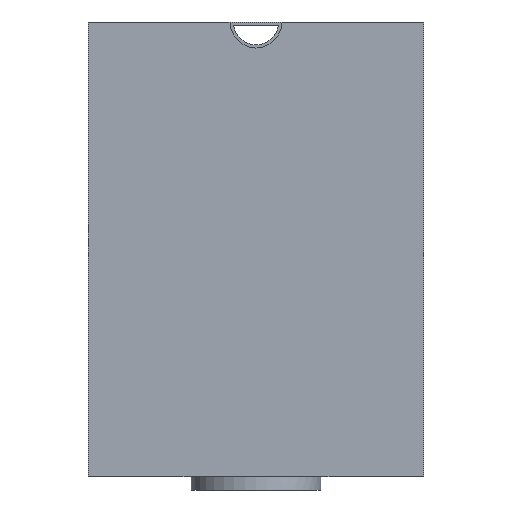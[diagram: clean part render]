
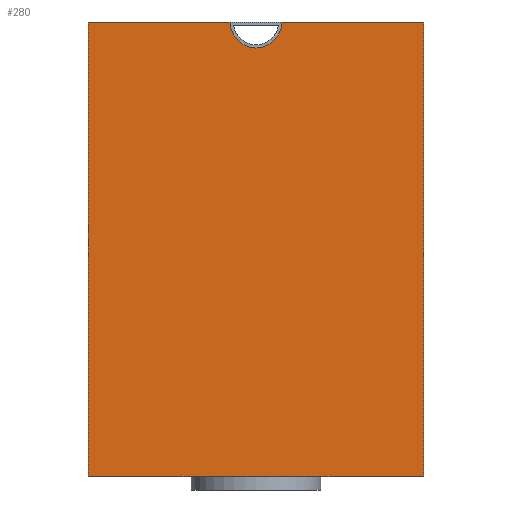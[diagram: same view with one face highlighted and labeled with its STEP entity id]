
A CAD part, left-side view. The second image highlights one B-rep face of the part: STEP entity #280.
In plain terms, the highlighted planar face has unit normal (-1, 0, 0).
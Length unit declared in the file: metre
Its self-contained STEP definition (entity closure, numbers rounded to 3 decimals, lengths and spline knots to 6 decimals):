
#16=LINE('',#427,#44);
#21=LINE('',#438,#49);
#29=LINE('',#454,#57);
#31=LINE('',#459,#59);
#32=LINE('',#460,#60);
#33=LINE('',#462,#61);
#34=LINE('',#464,#62);
#44=VECTOR('',#342,1.);
#49=VECTOR('',#349,1.);
#57=VECTOR('',#357,1.);
#59=VECTOR('',#363,1.);
#60=VECTOR('',#364,1.);
#61=VECTOR('',#365,1.);
#62=VECTOR('',#366,1.);
#88=ORIENTED_EDGE('',*,*,#166,.F.);
#89=ORIENTED_EDGE('',*,*,#164,.T.);
#90=ORIENTED_EDGE('',*,*,#167,.F.);
#91=ORIENTED_EDGE('',*,*,#151,.F.);
#92=ORIENTED_EDGE('',*,*,#168,.F.);
#93=ORIENTED_EDGE('',*,*,#169,.F.);
#94=ORIENTED_EDGE('',*,*,#170,.T.);
#95=ORIENTED_EDGE('',*,*,#156,.T.);
#151=EDGE_CURVE('',#189,#191,#16,.T.);
#156=EDGE_CURVE('',#196,#195,#21,.T.);
#164=EDGE_CURVE('',#204,#203,#29,.T.);
#166=EDGE_CURVE('',#204,#195,#215,.T.);
#167=EDGE_CURVE('',#191,#203,#31,.T.);
#168=EDGE_CURVE('',#205,#189,#32,.T.);
#169=EDGE_CURVE('',#206,#205,#33,.T.);
#170=EDGE_CURVE('',#206,#196,#34,.T.);
#189=VERTEX_POINT('',#425);
#191=VERTEX_POINT('',#428);
#195=VERTEX_POINT('',#437);
#196=VERTEX_POINT('',#439);
#203=VERTEX_POINT('',#453);
#204=VERTEX_POINT('',#455);
#205=VERTEX_POINT('',#461);
#206=VERTEX_POINT('',#463);
#215=CIRCLE('',#312,0.01);
#227=EDGE_LOOP('',(#88,#89,#90,#91,#92,#93,#94,#95));
#247=FACE_BOUND('',#227,.T.);
#267=PLANE('',#311);
#280=ADVANCED_FACE('',(#247),#267,.F.);
#311=AXIS2_PLACEMENT_3D('',#457,#359,#360);
#312=AXIS2_PLACEMENT_3D('',#458,#361,#362);
#342=DIRECTION('',(0.,1.,0.));
#349=DIRECTION('',(0.,1.,0.));
#357=DIRECTION('',(0.,1.,0.));
#359=DIRECTION('',(1.,0.,0.));
#360=DIRECTION('',(0.,0.,-1.));
#361=DIRECTION('',(-1.,0.,0.));
#362=DIRECTION('',(0.,0.,1.));
#363=DIRECTION('',(0.,0.,1.));
#364=DIRECTION('',(0.,1.,0.));
#365=DIRECTION('',(0.,1.,0.));
#366=DIRECTION('',(0.,0.,1.));
#425=CARTESIAN_POINT('',(0.,0.089092,-0.175));
#427=CARTESIAN_POINT('',(0.,0.0645,-0.175));
#428=CARTESIAN_POINT('',(0.,0.129,-0.175));
#437=CARTESIAN_POINT('',(0.,0.0545,0.));
#438=CARTESIAN_POINT('',(0.,0.0645,0.));
#439=CARTESIAN_POINT('',(0.,0.,0.));
#453=CARTESIAN_POINT('',(0.,0.129,0.));
#454=CARTESIAN_POINT('',(0.,0.0645,0.));
#455=CARTESIAN_POINT('',(0.,0.0745,0.));
#457=CARTESIAN_POINT('',(0.,0.0645,-0.175));
#458=CARTESIAN_POINT('',(0.,0.0645,0.));
#459=CARTESIAN_POINT('',(0.,0.129,-0.175));
#460=CARTESIAN_POINT('',(0.,0.0645,-0.175));
#461=CARTESIAN_POINT('',(0.,0.039908,-0.175));
#462=CARTESIAN_POINT('',(0.,0.0645,-0.175));
#463=CARTESIAN_POINT('',(0.,0.,-0.175));
#464=CARTESIAN_POINT('',(0.,0.,-0.175));
